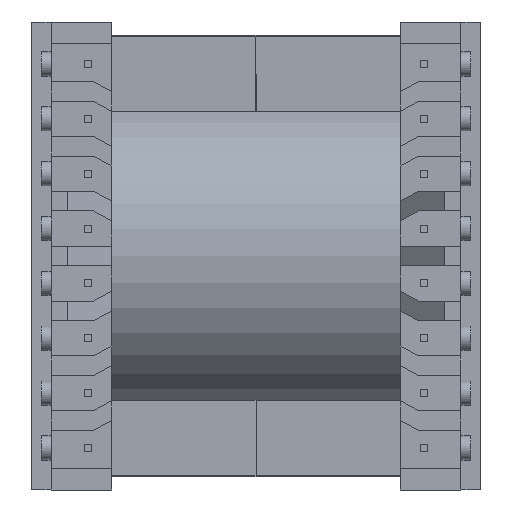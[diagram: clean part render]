
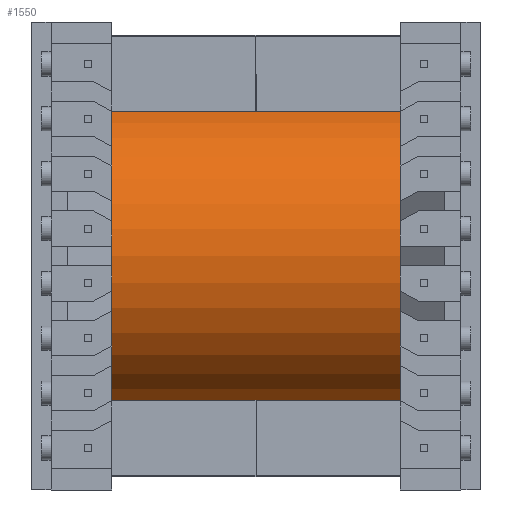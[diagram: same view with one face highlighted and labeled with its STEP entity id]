
A CAD part, front view. The second image highlights one B-rep face of the part: STEP entity #1550.
In plain terms, the highlighted cylindrical face has radius 14 mm (diameter 28 mm), a partial arc.
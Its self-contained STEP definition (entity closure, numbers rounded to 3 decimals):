
#231 = DIRECTION ( 'NONE',  ( 0., 0., 1. ) ) ;
#391 = DIRECTION ( 'NONE',  ( 0., 0., 1. ) ) ;
#604 = CARTESIAN_POINT ( 'NONE',  ( -14., 0., 0. ) ) ;
#681 = DIRECTION ( 'NONE',  ( 1., 0., 0. ) ) ;
#1177 = AXIS2_PLACEMENT_3D ( 'NONE', #5165, #6692, #7528 ) ;
#1447 = LINE ( 'NONE', #2599, #8509 ) ;
#1550 = ADVANCED_FACE ( 'NONE', ( #4826 ), #2981, .T. ) ;
#1619 = LINE ( 'NONE', #6841, #10097 ) ;
#1925 = AXIS2_PLACEMENT_3D ( 'NONE', #4993, #231, #10674 ) ;
#1943 = CIRCLE ( 'NONE', #4164, 14. ) ;
#2438 = ORIENTED_EDGE ( 'NONE', *, *, #9749, .T. ) ;
#2553 = CARTESIAN_POINT ( 'NONE',  ( 14., 0., -26.3 ) ) ;
#2599 = CARTESIAN_POINT ( 'NONE',  ( 14., 0., -26.3 ) ) ;
#2981 = CYLINDRICAL_SURFACE ( 'NONE', #1925, 14. ) ;
#3488 = VERTEX_POINT ( 'NONE', #7483 ) ;
#4051 = ORIENTED_EDGE ( 'NONE', *, *, #4089, .T. ) ;
#4089 = EDGE_CURVE ( 'NONE', #4394, #3488, #1447, .T. ) ;
#4102 = CIRCLE ( 'NONE', #1177, 14. ) ;
#4164 = AXIS2_PLACEMENT_3D ( 'NONE', #9558, #391, #681 ) ;
#4394 = VERTEX_POINT ( 'NONE', #2553 ) ;
#4826 = FACE_OUTER_BOUND ( 'NONE', #9378, .T. ) ;
#4874 = VERTEX_POINT ( 'NONE', #7318 ) ;
#4993 = CARTESIAN_POINT ( 'NONE',  ( 0., 0., -26.3 ) ) ;
#5165 = CARTESIAN_POINT ( 'NONE',  ( 0., 0., -26.3 ) ) ;
#6692 = DIRECTION ( 'NONE',  ( 0., 0., 1. ) ) ;
#6841 = CARTESIAN_POINT ( 'NONE',  ( -14., 0., -26.3 ) ) ;
#6920 = EDGE_CURVE ( 'NONE', #4874, #7906, #1619, .T. ) ;
#6973 = DIRECTION ( 'NONE',  ( 0., 0., 1. ) ) ;
#7300 = EDGE_CURVE ( 'NONE', #7906, #3488, #1943, .T. ) ;
#7318 = CARTESIAN_POINT ( 'NONE',  ( -14., 0., -26.3 ) ) ;
#7483 = CARTESIAN_POINT ( 'NONE',  ( 14., 0., 0. ) ) ;
#7528 = DIRECTION ( 'NONE',  ( 1., 0., 0. ) ) ;
#7655 = ORIENTED_EDGE ( 'NONE', *, *, #6920, .F. ) ;
#7906 = VERTEX_POINT ( 'NONE', #604 ) ;
#8286 = ORIENTED_EDGE ( 'NONE', *, *, #7300, .F. ) ;
#8509 = VECTOR ( 'NONE', #9980, 1000. ) ;
#9378 = EDGE_LOOP ( 'NONE', ( #7655, #2438, #4051, #8286 ) ) ;
#9558 = CARTESIAN_POINT ( 'NONE',  ( 0., 0., 0. ) ) ;
#9749 = EDGE_CURVE ( 'NONE', #4874, #4394, #4102, .T. ) ;
#9980 = DIRECTION ( 'NONE',  ( 0., 0., 1. ) ) ;
#10097 = VECTOR ( 'NONE', #6973, 1000. ) ;
#10674 = DIRECTION ( 'NONE',  ( 1., 0., 0. ) ) ;
